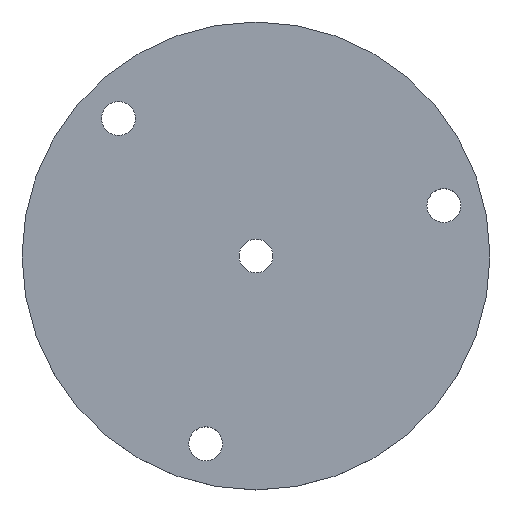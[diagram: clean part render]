
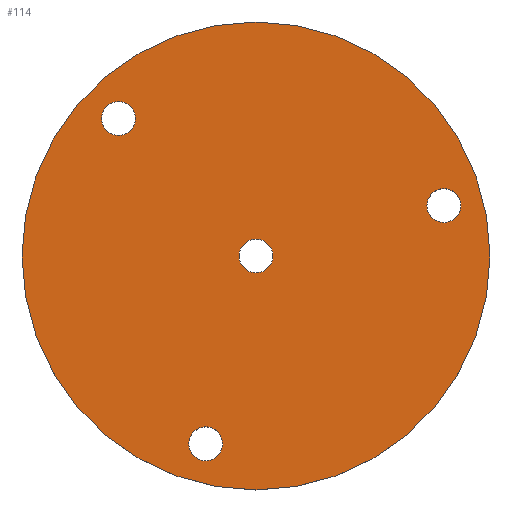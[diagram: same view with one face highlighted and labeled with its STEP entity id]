
A CAD part, top view. The second image highlights one B-rep face of the part: STEP entity #114.
In plain terms, the highlighted planar face has unit normal (0, 0, 1).
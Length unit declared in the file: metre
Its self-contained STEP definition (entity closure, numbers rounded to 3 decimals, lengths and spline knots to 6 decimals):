
#13=PLANE('',#143);
#27=ORIENTED_EDGE('',*,*,#43,.T.);
#28=ORIENTED_EDGE('',*,*,#39,.F.);
#29=ORIENTED_EDGE('',*,*,#37,.F.);
#30=ORIENTED_EDGE('',*,*,#35,.F.);
#31=ORIENTED_EDGE('',*,*,#41,.T.);
#35=EDGE_CURVE('',#45,#45,#55,.T.);
#37=EDGE_CURVE('',#47,#47,#57,.T.);
#39=EDGE_CURVE('',#49,#49,#59,.T.);
#41=EDGE_CURVE('',#51,#51,#61,.T.);
#43=EDGE_CURVE('',#53,#53,#63,.T.);
#45=VERTEX_POINT('',#187);
#47=VERTEX_POINT('',#192);
#49=VERTEX_POINT('',#197);
#51=VERTEX_POINT('',#202);
#53=VERTEX_POINT('',#208);
#55=CIRCLE('',#131,0.002);
#57=CIRCLE('',#134,0.002);
#59=CIRCLE('',#137,0.002);
#61=CIRCLE('',#140,0.02765);
#63=CIRCLE('',#144,0.002);
#77=EDGE_LOOP('',(#27));
#78=EDGE_LOOP('',(#28));
#79=EDGE_LOOP('',(#29));
#80=EDGE_LOOP('',(#30));
#81=EDGE_LOOP('',(#31));
#97=FACE_BOUND('',#77,.T.);
#98=FACE_BOUND('',#78,.T.);
#99=FACE_BOUND('',#79,.T.);
#100=FACE_BOUND('',#80,.T.);
#101=FACE_BOUND('',#81,.T.);
#114=ADVANCED_FACE('',(#97,#98,#99,#100,#101),#13,.F.);
#131=AXIS2_PLACEMENT_3D('',#186,#152,#153);
#134=AXIS2_PLACEMENT_3D('',#191,#158,#159);
#137=AXIS2_PLACEMENT_3D('',#196,#164,#165);
#140=AXIS2_PLACEMENT_3D('',#201,#170,#171);
#143=AXIS2_PLACEMENT_3D('',#206,#176,#177);
#144=AXIS2_PLACEMENT_3D('',#207,#178,#179);
#152=DIRECTION('',(0.,0.,1.));
#153=DIRECTION('',(1.,0.,0.));
#158=DIRECTION('',(0.,0.,1.));
#159=DIRECTION('',(1.,0.,0.));
#164=DIRECTION('',(0.,0.,1.));
#165=DIRECTION('',(1.,0.,0.));
#170=DIRECTION('',(0.,0.,1.));
#171=DIRECTION('',(1.,0.,0.));
#176=DIRECTION('',(0.,0.,-1.));
#177=DIRECTION('',(1.,0.,0.));
#178=DIRECTION('',(0.,0.,-1.));
#179=DIRECTION('',(-1.,0.,0.));
#186=CARTESIAN_POINT('',(-0.016247,0.016247,0.));
#187=CARTESIAN_POINT('',(-0.014247,0.016247,0.));
#191=CARTESIAN_POINT('',(0.022194,0.005947,0.));
#192=CARTESIAN_POINT('',(0.024194,0.005947,0.));
#196=CARTESIAN_POINT('',(-0.005947,-0.022194,0.));
#197=CARTESIAN_POINT('',(-0.003947,-0.022194,0.));
#201=CARTESIAN_POINT('',(0.,0.,0.));
#202=CARTESIAN_POINT('',(0.02765,0.,0.));
#206=CARTESIAN_POINT('',(0.,0.,0.));
#207=CARTESIAN_POINT('',(0.,0.,0.));
#208=CARTESIAN_POINT('',(-0.002,0.,0.));
